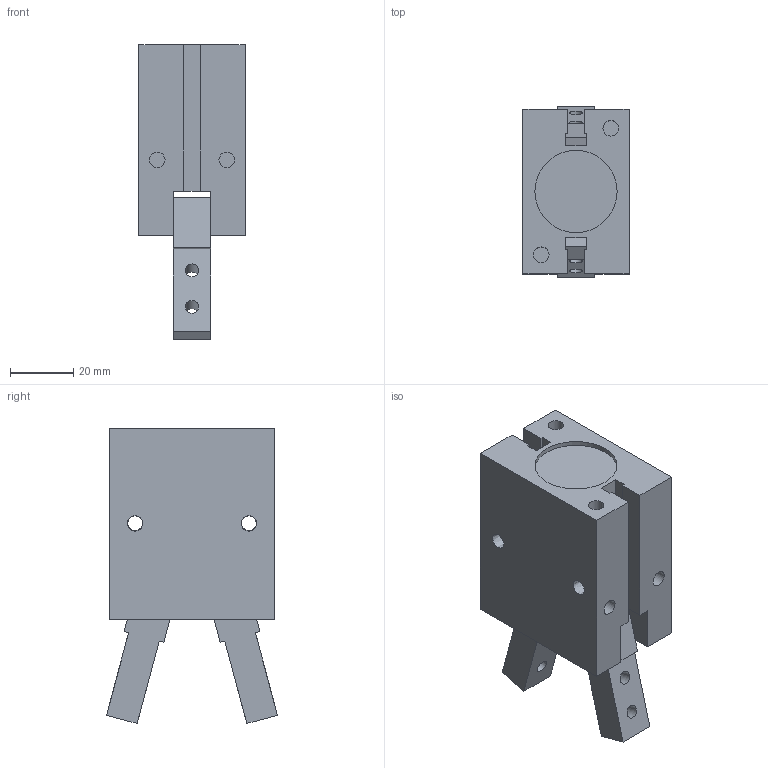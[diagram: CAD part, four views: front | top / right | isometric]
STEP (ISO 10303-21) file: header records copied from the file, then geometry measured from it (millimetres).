
FILE_DESCRIPTION((''),'2;1');
FILE_NAME('630125D.stp','2007-02-26T13:58:49',('valotma1'),(''),'Autodesk Inventor 11','Autodesk Inventor 11','');
FILE_SCHEMA(('AUTOMOTIVE_DESIGN { 1 0 10303 214 1 1 1 1 }'));
Length unit declared in the file: millimetre
Products named in the file (3): 630125D; CORPO Ø25; DITO Ø25
Assembly tree (3 placements, depth 2):
  630125D
    CORPO Ø25
    DITO Ø25  x2
Bounding box: 33.6 x 54.07 x 93.32 mm (x, y, z)
Volume: 95634.5 mm3; surface area: 24548.8 mm2
Topology: 3 solids, 3 shells, 80 faces, 225 edges, 150 vertices
Faces by surface type: plane 53, bspline 20, cylinder 7
Full cylindrical faces by diameter (mm): 5 x4, 26 x1
Entity records: 2453 total; most frequent: CARTESIAN_POINT 727, ORIENTED_EDGE 336, DIRECTION 314, EDGE_CURVE 168, VECTOR 124, LINE 124, VERTEX_POINT 120, EDGE_LOOP 100
